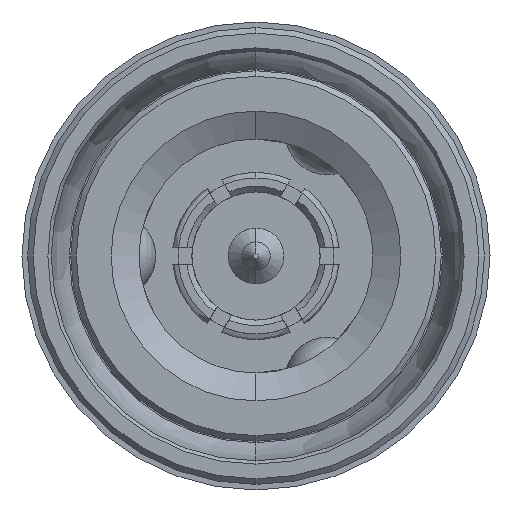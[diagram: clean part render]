
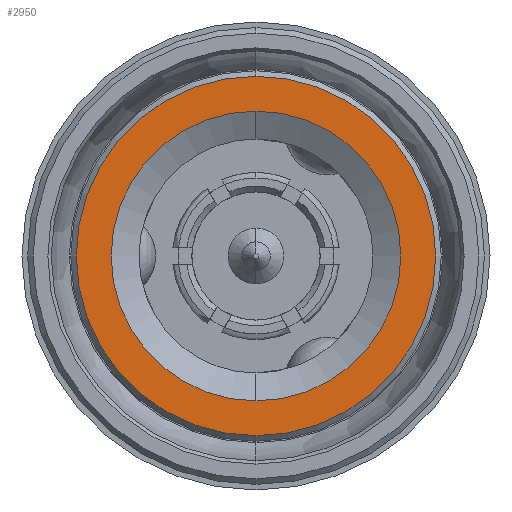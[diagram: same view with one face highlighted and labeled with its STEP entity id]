
A CAD part, left-side view. The second image highlights one B-rep face of the part: STEP entity #2950.
In plain terms, the highlighted planar face has unit normal (-1, 0, 0).
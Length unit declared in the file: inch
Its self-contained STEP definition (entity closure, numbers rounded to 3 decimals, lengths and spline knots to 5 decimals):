
#79 = FACE_BOUND ( 'NONE', #2720, .T. ) ;
#253 = DIRECTION ( 'NONE',  ( 0., 0., 1. ) ) ;
#307 = AXIS2_PLACEMENT_3D ( 'NONE', #4044, #3965, #253 ) ;
#391 = DIRECTION ( 'NONE',  ( 0., 0., 1. ) ) ;
#776 = CARTESIAN_POINT ( 'NONE',  ( -0.00136, 0., -0.12697 ) ) ;
#807 = DIRECTION ( 'NONE',  ( 0., 0., 1. ) ) ;
#835 = DIRECTION ( 'NONE',  ( -1., 0., 0. ) ) ;
#890 = DIRECTION ( 'NONE',  ( 1., 0., 0. ) ) ;
#1026 = AXIS2_PLACEMENT_3D ( 'NONE', #1176, #4219, #807 ) ;
#1040 = VERTEX_POINT ( 'NONE', #4618 ) ;
#1081 = ORIENTED_EDGE ( 'NONE', *, *, #3314, .F. ) ;
#1091 = EDGE_CURVE ( 'NONE', #2968, #3708, #4336, .T. ) ;
#1176 = CARTESIAN_POINT ( 'NONE',  ( -0.00136, 0., 0. ) ) ;
#1358 = DIRECTION ( 'NONE',  ( 0., 1., 0. ) ) ;
#1744 = EDGE_CURVE ( 'NONE', #1040, #2276, #1956, .T. ) ;
#1771 = PLANE ( 'NONE',  #5075 ) ;
#1871 = CARTESIAN_POINT ( 'NONE',  ( -0.00136, 0., -0.10236 ) ) ;
#1956 = CIRCLE ( 'NONE', #5068, 0.12697 ) ;
#2127 = ORIENTED_EDGE ( 'NONE', *, *, #1744, .T. ) ;
#2176 = CIRCLE ( 'NONE', #1026, 0.12697 ) ;
#2276 = VERTEX_POINT ( 'NONE', #776 ) ;
#2484 = AXIS2_PLACEMENT_3D ( 'NONE', #2527, #835, #391 ) ;
#2527 = CARTESIAN_POINT ( 'NONE',  ( -0.00136, 0., 0. ) ) ;
#2720 = EDGE_LOOP ( 'NONE', ( #1081, #4567 ) ) ;
#2950 = ADVANCED_FACE ( 'NONE', ( #2987, #79 ), #1771, .F. ) ;
#2968 = VERTEX_POINT ( 'NONE', #1871 ) ;
#2987 = FACE_OUTER_BOUND ( 'NONE', #5462, .T. ) ;
#3185 = CARTESIAN_POINT ( 'NONE',  ( -0.00136, 0., 0. ) ) ;
#3201 = CARTESIAN_POINT ( 'NONE',  ( -0.00136, 0., 0.10236 ) ) ;
#3214 = DIRECTION ( 'NONE',  ( 0., 0., 1. ) ) ;
#3314 = EDGE_CURVE ( 'NONE', #3708, #2968, #5458, .T. ) ;
#3451 = CARTESIAN_POINT ( 'NONE',  ( -0.00136, 0.12697, 0. ) ) ;
#3544 = EDGE_CURVE ( 'NONE', #2276, #1040, #2176, .T. ) ;
#3708 = VERTEX_POINT ( 'NONE', #3201 ) ;
#3965 = DIRECTION ( 'NONE',  ( -1., 0., 0. ) ) ;
#4044 = CARTESIAN_POINT ( 'NONE',  ( -0.00136, 0., 0. ) ) ;
#4219 = DIRECTION ( 'NONE',  ( -1., 0., 0. ) ) ;
#4326 = ORIENTED_EDGE ( 'NONE', *, *, #3544, .T. ) ;
#4336 = CIRCLE ( 'NONE', #2484, 0.10236 ) ;
#4567 = ORIENTED_EDGE ( 'NONE', *, *, #1091, .F. ) ;
#4618 = CARTESIAN_POINT ( 'NONE',  ( -0.00136, 0., 0.12697 ) ) ;
#4942 = DIRECTION ( 'NONE',  ( -1., 0., 0. ) ) ;
#5068 = AXIS2_PLACEMENT_3D ( 'NONE', #3185, #4942, #3214 ) ;
#5075 = AXIS2_PLACEMENT_3D ( 'NONE', #3451, #890, #1358 ) ;
#5458 = CIRCLE ( 'NONE', #307, 0.10236 ) ;
#5462 = EDGE_LOOP ( 'NONE', ( #4326, #2127 ) ) ;
